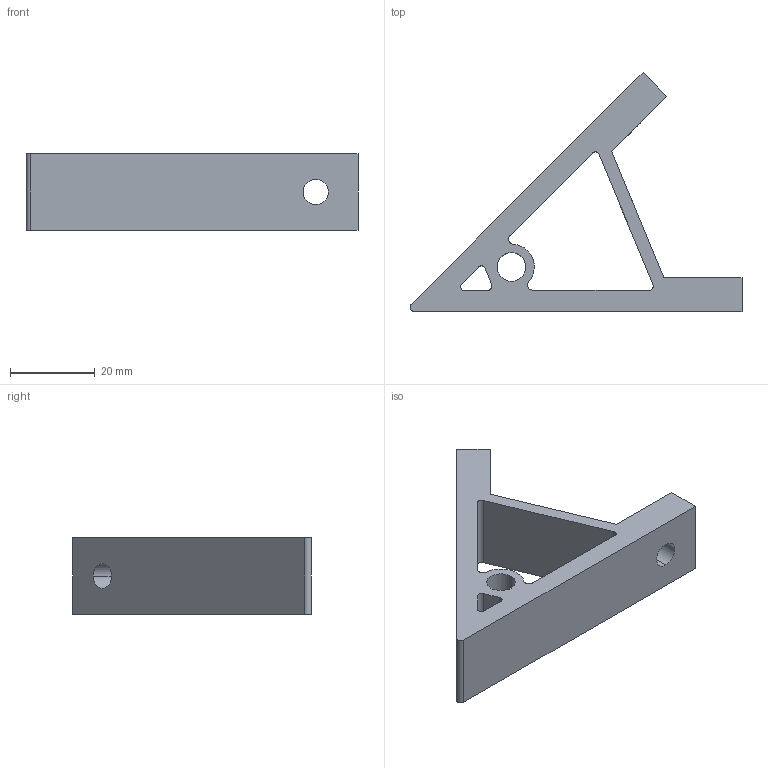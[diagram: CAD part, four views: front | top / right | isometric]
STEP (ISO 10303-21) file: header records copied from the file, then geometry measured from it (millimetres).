
FILE_DESCRIPTION (( 'STEP AP203' ), '1' );
FILE_NAME ('45du-2020-18MM.STEP', '2019-07-25T07:35:21', ( '微软用户' ), ( '微软中国' ), 'SwSTEP 2.0', 'SolidWorks 2015', '' );
FILE_SCHEMA (( 'CONFIG_CONTROL_DESIGN' ));
Length unit declared in the file: millimetre
Products named in the file (1): 45du-2020-18MM
Bounding box: 78.58 x 56.57 x 18 mm (x, y, z)
Volume: 18111.7 mm3; surface area: 9385.8 mm2
Topology: 1 solids, 1 shells, 186 faces, 525 edges, 350 vertices
Faces by surface type: plane 142, bspline 28, cylinder 16
Entity records: 6930 total; most frequent: CARTESIAN_POINT 2170, ORIENTED_EDGE 1050, DIRECTION 819, EDGE_CURVE 525, LINE 437, VECTOR 437, VERTEX_POINT 350, EDGE_LOOP 205
